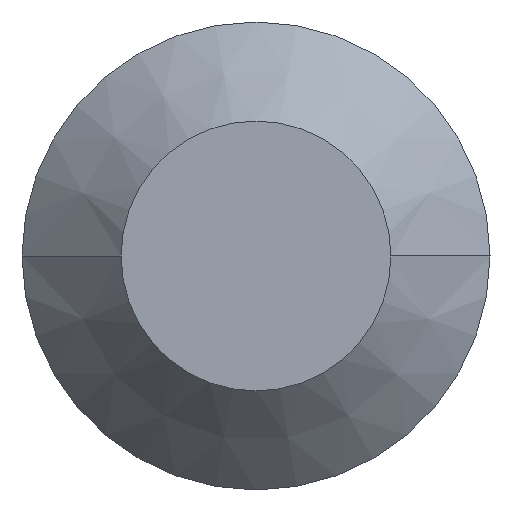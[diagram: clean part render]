
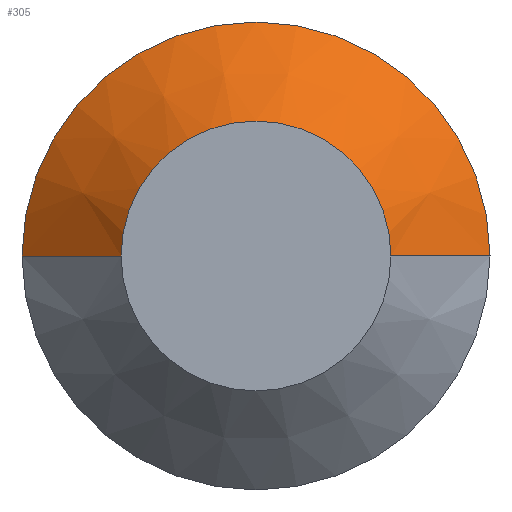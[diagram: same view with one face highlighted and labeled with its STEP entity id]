
A CAD part, left-side view. The second image highlights one B-rep face of the part: STEP entity #305.
In plain terms, the highlighted conical face has half-angle 45 degrees and reference radius 1.5 mm.
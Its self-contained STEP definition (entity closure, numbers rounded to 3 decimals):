
#33 = ORIENTED_EDGE ( 'NONE', *, *, #291, .F. ) ;
#34 = AXIS2_PLACEMENT_3D ( 'NONE', #137, #163, #198 ) ;
#36 = ORIENTED_EDGE ( 'NONE', *, *, #327, .F. ) ;
#46 = DIRECTION ( 'NONE',  ( 0.707, -0.707, 0. ) ) ;
#67 = CARTESIAN_POINT ( 'NONE',  ( 0., 0.865, 0. ) ) ;
#74 = CONICAL_SURFACE ( 'NONE', #34, 1.5, 0.785 ) ;
#96 = ORIENTED_EDGE ( 'NONE', *, *, #201, .T. ) ;
#97 = LINE ( 'NONE', #269, #223 ) ;
#108 = CARTESIAN_POINT ( 'NONE',  ( 0.635, 1.5, 0. ) ) ;
#131 = DIRECTION ( 'NONE',  ( 0., 1., 0. ) ) ;
#137 = CARTESIAN_POINT ( 'NONE',  ( 0.635, 0., 0. ) ) ;
#156 = LINE ( 'NONE', #391, #385 ) ;
#162 = AXIS2_PLACEMENT_3D ( 'NONE', #233, #328, #361 ) ;
#163 = DIRECTION ( 'NONE',  ( 1., 0., 0. ) ) ;
#192 = VERTEX_POINT ( 'NONE', #67 ) ;
#194 = FACE_OUTER_BOUND ( 'NONE', #250, .T. ) ;
#198 = DIRECTION ( 'NONE',  ( 0., 1., 0. ) ) ;
#201 = EDGE_CURVE ( 'NONE', #239, #255, #97, .T. ) ;
#219 = CIRCLE ( 'NONE', #162, 1.5 ) ;
#223 = VECTOR ( 'NONE', #46, 1000. ) ;
#224 = VERTEX_POINT ( 'NONE', #108 ) ;
#233 = CARTESIAN_POINT ( 'NONE',  ( 0.635, 0., 0. ) ) ;
#239 = VERTEX_POINT ( 'NONE', #395 ) ;
#241 = EDGE_CURVE ( 'NONE', #192, #239, #338, .T. ) ;
#243 = DIRECTION ( 'NONE',  ( 0.707, 0.707, 0. ) ) ;
#250 = EDGE_LOOP ( 'NONE', ( #350, #96, #33, #36 ) ) ;
#255 = VERTEX_POINT ( 'NONE', #326 ) ;
#269 = CARTESIAN_POINT ( 'NONE',  ( 0.635, -1.5, 0. ) ) ;
#291 = EDGE_CURVE ( 'NONE', #224, #255, #219, .T. ) ;
#302 = CARTESIAN_POINT ( 'NONE',  ( 0., 0., 0. ) ) ;
#305 = ADVANCED_FACE ( 'NONE', ( #194 ), #74, .T. ) ;
#324 = DIRECTION ( 'NONE',  ( 1., 0., 0. ) ) ;
#326 = CARTESIAN_POINT ( 'NONE',  ( 0.635, -1.5, 0. ) ) ;
#327 = EDGE_CURVE ( 'NONE', #192, #224, #156, .T. ) ;
#328 = DIRECTION ( 'NONE',  ( 1., 0., 0. ) ) ;
#338 = CIRCLE ( 'NONE', #358, 0.865 ) ;
#350 = ORIENTED_EDGE ( 'NONE', *, *, #241, .T. ) ;
#358 = AXIS2_PLACEMENT_3D ( 'NONE', #302, #324, #131 ) ;
#361 = DIRECTION ( 'NONE',  ( 0., 1., 0. ) ) ;
#385 = VECTOR ( 'NONE', #243, 1000. ) ;
#391 = CARTESIAN_POINT ( 'NONE',  ( 0.635, 1.5, 0. ) ) ;
#395 = CARTESIAN_POINT ( 'NONE',  ( 0., -0.865, 0. ) ) ;
